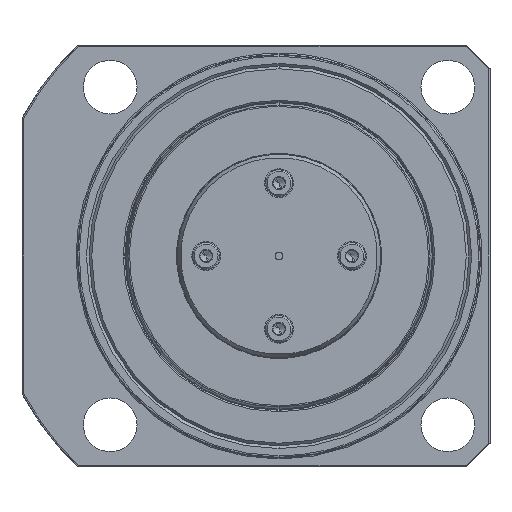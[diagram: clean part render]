
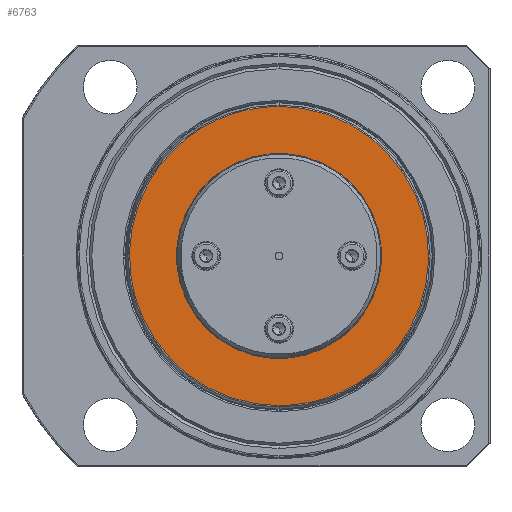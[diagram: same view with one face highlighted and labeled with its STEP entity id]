
A CAD part, front view. The second image highlights one B-rep face of the part: STEP entity #6763.
In plain terms, the highlighted planar face has unit normal (0, -1, 0).
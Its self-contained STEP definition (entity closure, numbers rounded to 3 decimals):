
#2455 = AXIS2_PLACEMENT_3D ( 'NONE', #14283, #14301, #14302 ) ;
#4419 =( BOUNDED_CURVE ( )  B_SPLINE_CURVE ( 3, ( #4965, #4976, #4981, #4982 ),
 .UNSPECIFIED., .F., .F. ) 
 B_SPLINE_CURVE_WITH_KNOTS ( ( 4, 4 ),
 ( 0., 1. ),
 .UNSPECIFIED. ) 
 CURVE ( )  GEOMETRIC_REPRESENTATION_ITEM ( )  RATIONAL_B_SPLINE_CURVE ( ( 1., 0.333, 0.333, 1. ) ) 
 REPRESENTATION_ITEM ( '' )  );
#4420 =( BOUNDED_CURVE ( )  B_SPLINE_CURVE ( 3, ( #4971, #4972, #4977, #4978 ),
 .UNSPECIFIED., .F., .T. ) 
 B_SPLINE_CURVE_WITH_KNOTS ( ( 4, 4 ),
 ( 0., 1. ),
 .UNSPECIFIED. ) 
 CURVE ( )  GEOMETRIC_REPRESENTATION_ITEM ( )  RATIONAL_B_SPLINE_CURVE ( ( 1., 0.333, 0.333, 1. ) ) 
 REPRESENTATION_ITEM ( '' )  );
#4421 =( BOUNDED_CURVE ( )  B_SPLINE_CURVE ( 3, ( #4889, #4871, #4884, #4890 ),
 .UNSPECIFIED., .F., .F. ) 
 B_SPLINE_CURVE_WITH_KNOTS ( ( 4, 4 ),
 ( 0., 1. ),
 .UNSPECIFIED. ) 
 CURVE ( )  GEOMETRIC_REPRESENTATION_ITEM ( )  RATIONAL_B_SPLINE_CURVE ( ( 1., 0.333, 0.333, 1. ) ) 
 REPRESENTATION_ITEM ( '' )  );
#4422 =( BOUNDED_CURVE ( )  B_SPLINE_CURVE ( 3, ( #4863, #4852, #4859, #4864 ),
 .UNSPECIFIED., .F., .F. ) 
 B_SPLINE_CURVE_WITH_KNOTS ( ( 4, 4 ),
 ( 0., 1. ),
 .UNSPECIFIED. ) 
 CURVE ( )  GEOMETRIC_REPRESENTATION_ITEM ( )  RATIONAL_B_SPLINE_CURVE ( ( 1., 0.333, 0.333, 1. ) ) 
 REPRESENTATION_ITEM ( '' )  );
#4852 = CARTESIAN_POINT ( 'NONE',  ( -77.984, 6., -38.992 ) ) ;
#4859 = CARTESIAN_POINT ( 'NONE',  ( -77.984, 6., 38.992 ) ) ;
#4863 = CARTESIAN_POINT ( 'NONE',  ( 0., 6., -38.992 ) ) ;
#4864 = CARTESIAN_POINT ( 'NONE',  ( 0., 6., 38.992 ) ) ;
#4871 = CARTESIAN_POINT ( 'NONE',  ( 45.8, 6., -22.9 ) ) ;
#4884 = CARTESIAN_POINT ( 'NONE',  ( 45.8, 6., 22.9 ) ) ;
#4889 = CARTESIAN_POINT ( 'NONE',  ( 0., 6., -22.9 ) ) ;
#4890 = CARTESIAN_POINT ( 'NONE',  ( 0., 6., 22.9 ) ) ;
#4965 = CARTESIAN_POINT ( 'NONE',  ( 0., 6., 38.992 ) ) ;
#4971 = CARTESIAN_POINT ( 'NONE',  ( 0., 6., 22.9 ) ) ;
#4972 = CARTESIAN_POINT ( 'NONE',  ( -45.8, 6., 22.9 ) ) ;
#4976 = CARTESIAN_POINT ( 'NONE',  ( 77.984, 6., 38.992 ) ) ;
#4977 = CARTESIAN_POINT ( 'NONE',  ( -45.8, 6., -22.9 ) ) ;
#4978 = CARTESIAN_POINT ( 'NONE',  ( 0., 6., -22.9 ) ) ;
#4981 = CARTESIAN_POINT ( 'NONE',  ( 77.984, 6., -38.992 ) ) ;
#4982 = CARTESIAN_POINT ( 'NONE',  ( 0., 6., -38.992 ) ) ;
#6763 = ADVANCED_FACE ( 'NONE', ( #9940, #9943 ), #14299, .F. ) ;
#7301 = EDGE_LOOP ( 'NONE', ( #12044, #12043 ) ) ;
#7507 = EDGE_CURVE ( 'NONE', #11836, #11835, #4422, .T. ) ;
#7515 = EDGE_CURVE ( 'NONE', #11822, #11821, #4421, .T. ) ;
#7549 = EDGE_CURVE ( 'NONE', #11821, #11822, #4420, .T. ) ;
#7550 = EDGE_CURVE ( 'NONE', #11835, #11836, #4419, .T. ) ;
#8787 = CARTESIAN_POINT ( 'NONE',  ( 0., 6., 22.9 ) ) ;
#8788 = CARTESIAN_POINT ( 'NONE',  ( 0., 6., -22.9 ) ) ;
#8801 = CARTESIAN_POINT ( 'NONE',  ( 0., 6., 38.992 ) ) ;
#8802 = CARTESIAN_POINT ( 'NONE',  ( 0., 6., -38.992 ) ) ;
#9940 = FACE_BOUND ( 'NONE', #7301, .T. ) ;
#9943 = FACE_OUTER_BOUND ( 'NONE', #10095, .T. ) ;
#10095 = EDGE_LOOP ( 'NONE', ( #12042, #12041 ) ) ;
#11821 = VERTEX_POINT ( 'NONE', #8787 ) ;
#11822 = VERTEX_POINT ( 'NONE', #8788 ) ;
#11835 = VERTEX_POINT ( 'NONE', #8801 ) ;
#11836 = VERTEX_POINT ( 'NONE', #8802 ) ;
#12041 = ORIENTED_EDGE ( 'NONE', *, *, #7507, .F. ) ;
#12042 = ORIENTED_EDGE ( 'NONE', *, *, #7550, .F. ) ;
#12043 = ORIENTED_EDGE ( 'NONE', *, *, #7515, .F. ) ;
#12044 = ORIENTED_EDGE ( 'NONE', *, *, #7549, .F. ) ;
#14283 = CARTESIAN_POINT ( 'NONE',  ( 22.5, 6., 0. ) ) ;
#14299 = PLANE ( 'NONE',  #2455 ) ;
#14301 = DIRECTION ( 'NONE',  ( 0., 1., 0. ) ) ;
#14302 = DIRECTION ( 'NONE',  ( 0., 0., 1. ) ) ;
